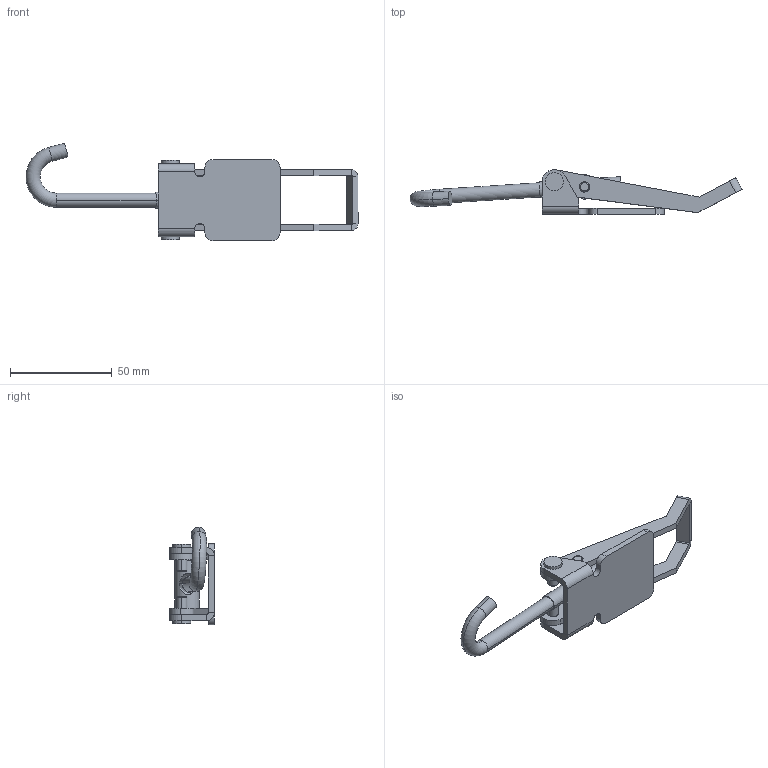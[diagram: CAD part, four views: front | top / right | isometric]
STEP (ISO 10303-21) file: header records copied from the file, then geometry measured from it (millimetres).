
FILE_DESCRIPTION (( 'STEP AP214' ), '1' );
FILE_NAME ('543002 - H A Stainless.STEP', '2017-02-07T14:34:12', ( '' ), ( '' ), 'SwSTEP 2.0', 'SolidWorks 2015', '' );
FILE_SCHEMA (( 'AUTOMOTIVE_DESIGN' ));
Length unit declared in the file: millimetre
Products named in the file (6): 703 - Hake; 703 - Rulle RF; 704 - Rivet Gradin; 703 RF - Bygel; 703 - Platta A RF; 543002 - H A Stainless
Assembly tree (6 placements, depth 2):
  543002 - H A Stainless
    703 - Platta A RF
    703 RF - Bygel
    704 - Rivet Gradin  x2
    703 - Rulle RF
    703 - Hake
Bounding box: 163.38 x 22 x 47.97 mm (x, y, z)
Volume: 22095.4 mm3; surface area: 16727.4 mm2
Topology: 6 solids, 6 shells, 129 faces, 292 edges, 182 vertices
Faces by surface type: cylinder 58, plane 57, cone 12, torus 2
Entity records: 3750 total; most frequent: CARTESIAN_POINT 704, DIRECTION 640, ORIENTED_EDGE 540, EDGE_CURVE 270, AXIS2_PLACEMENT_3D 248, VERTEX_POINT 168, VECTOR 144, LINE 144
